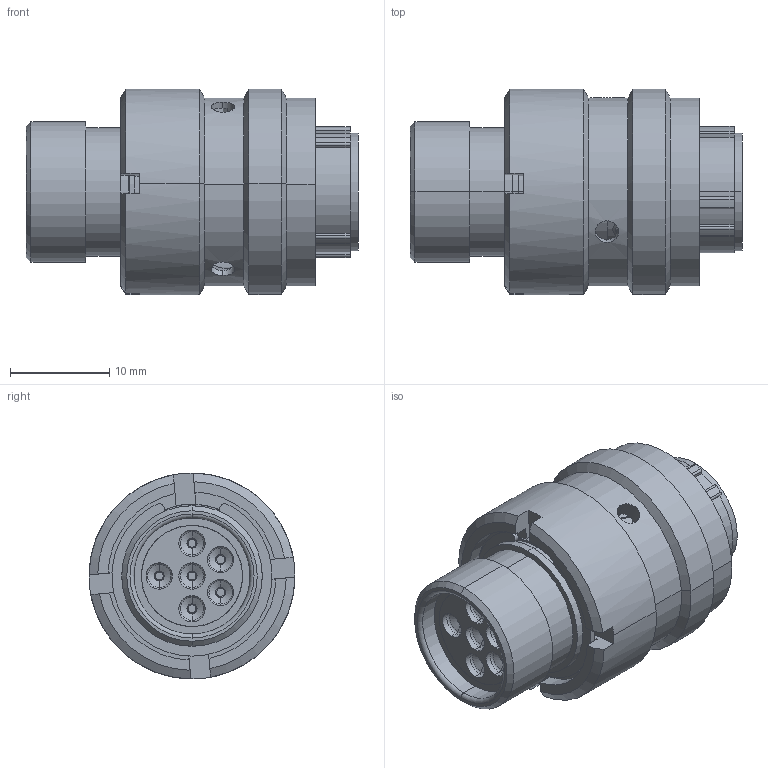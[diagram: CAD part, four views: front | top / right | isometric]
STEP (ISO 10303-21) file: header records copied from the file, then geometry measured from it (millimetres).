
FILE_DESCRIPTION (( 'STEP AP214' ), '1' );
FILE_NAME ('AS610-98PD.STEP', '2020-01-29T16:33:12', ( 'TE Connectivity' ), ( 'TE Connectivity' ), 'SwSTEP 2.0', 'SolidWorks 2016', '' );
FILE_SCHEMA (( 'AUTOMOTIVE_DESIGN' ));
Length unit declared in the file: millimetre
Products named in the file (1): AS610-98PD
Bounding box: 33.37 x 20.7 x 20.7 mm (x, y, z)
Volume: 5014.5 mm3; surface area: 7907.2 mm2
Topology: 20 solids, 20 shells, 729 faces, 1800 edges, 1135 vertices
Faces by surface type: cylinder 265, plane 248, torus 138, cone 62, bspline 12, sphere 4
Entity records: 33292 total; most frequent: CARTESIAN_POINT 8454, ORIENTED_EDGE 3580, DIRECTION 3340, EDGE_CURVE 1790, AXIS2_PLACEMENT_3D 1435, VERTEX_POINT 1129, EDGE_LOOP 807, UNCERTAINTY_MEASURE_WITH_UNIT 751
